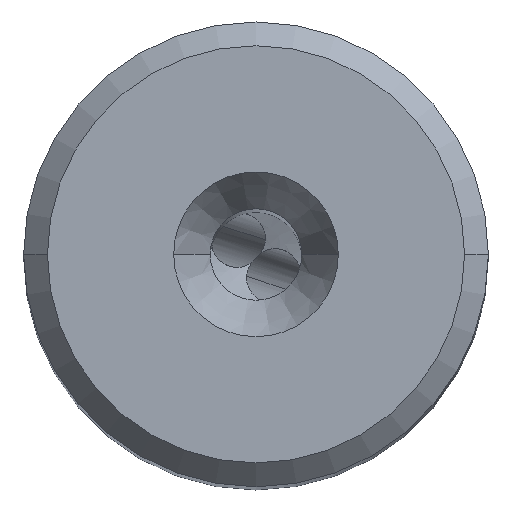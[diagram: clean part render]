
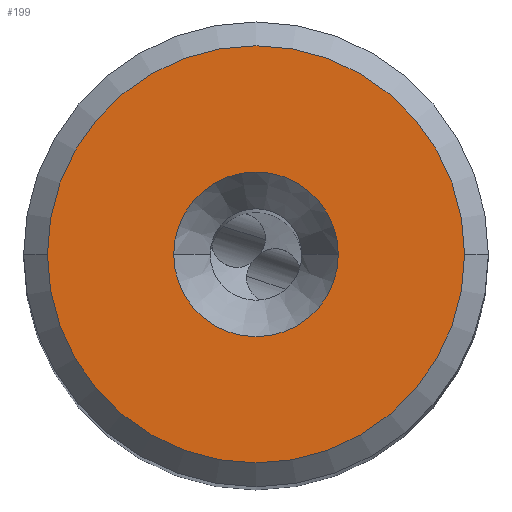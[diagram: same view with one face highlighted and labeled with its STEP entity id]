
A CAD part, top view. The second image highlights one B-rep face of the part: STEP entity #199.
In plain terms, the highlighted planar face has unit normal (0, 0, 1).
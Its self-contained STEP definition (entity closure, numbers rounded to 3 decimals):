
#111=FACE_BOUND('',#675,.T.);
#112=FACE_BOUND('',#676,.T.);
#126=PLANE('',#4071);
#199=ADVANCED_FACE('',(#111,#112),#126,.T.);
#675=EDGE_LOOP('',(#1440,#1441));
#676=EDGE_LOOP('',(#1442,#1443));
#881=CIRCLE('',#4066,4.5);
#882=CIRCLE('',#4068,11.4);
#883=CIRCLE('',#4069,11.4);
#884=CIRCLE('',#4070,4.5);
#1440=ORIENTED_EDGE('',*,*,#2991,.F.);
#1441=ORIENTED_EDGE('',*,*,#2992,.F.);
#1442=ORIENTED_EDGE('',*,*,#2990,.F.);
#1443=ORIENTED_EDGE('',*,*,#2993,.F.);
#2553=VERTEX_POINT('',#6757);
#2554=VERTEX_POINT('',#6759);
#2555=VERTEX_POINT('',#6763);
#2556=VERTEX_POINT('',#6764);
#2990=EDGE_CURVE('',#2554,#2553,#881,.T.);
#2991=EDGE_CURVE('',#2555,#2556,#882,.T.);
#2992=EDGE_CURVE('',#2556,#2555,#883,.T.);
#2993=EDGE_CURVE('',#2553,#2554,#884,.T.);
#4066=AXIS2_PLACEMENT_3D('',#6760,#4607,#4608);
#4068=AXIS2_PLACEMENT_3D('',#6762,#4611,#4612);
#4069=AXIS2_PLACEMENT_3D('',#6765,#4613,#4614);
#4070=AXIS2_PLACEMENT_3D('',#6766,#4615,#4616);
#4071=AXIS2_PLACEMENT_3D('',#6767,#4617,#4618);
#4607=DIRECTION('',(0.,0.,1.));
#4608=DIRECTION('',(-1.,0.,0.));
#4611=DIRECTION('',(0.,0.,-1.));
#4612=DIRECTION('',(-1.,0.,0.));
#4613=DIRECTION('',(0.,0.,-1.));
#4614=DIRECTION('',(1.,0.,0.));
#4615=DIRECTION('',(0.,0.,1.));
#4616=DIRECTION('',(1.,0.,0.));
#4617=DIRECTION('',(0.,0.,1.));
#4618=DIRECTION('',(1.,0.,0.));
#6757=CARTESIAN_POINT('',(4.5,0.,0.));
#6759=CARTESIAN_POINT('',(-4.5,0.,0.));
#6760=CARTESIAN_POINT('',(0.,0.,0.));
#6762=CARTESIAN_POINT('',(0.,0.,0.));
#6763=CARTESIAN_POINT('',(-11.4,0.,0.));
#6764=CARTESIAN_POINT('',(11.4,0.,0.));
#6765=CARTESIAN_POINT('',(0.,0.,0.));
#6766=CARTESIAN_POINT('',(0.,0.,0.));
#6767=CARTESIAN_POINT('',(0.,0.,0.));
